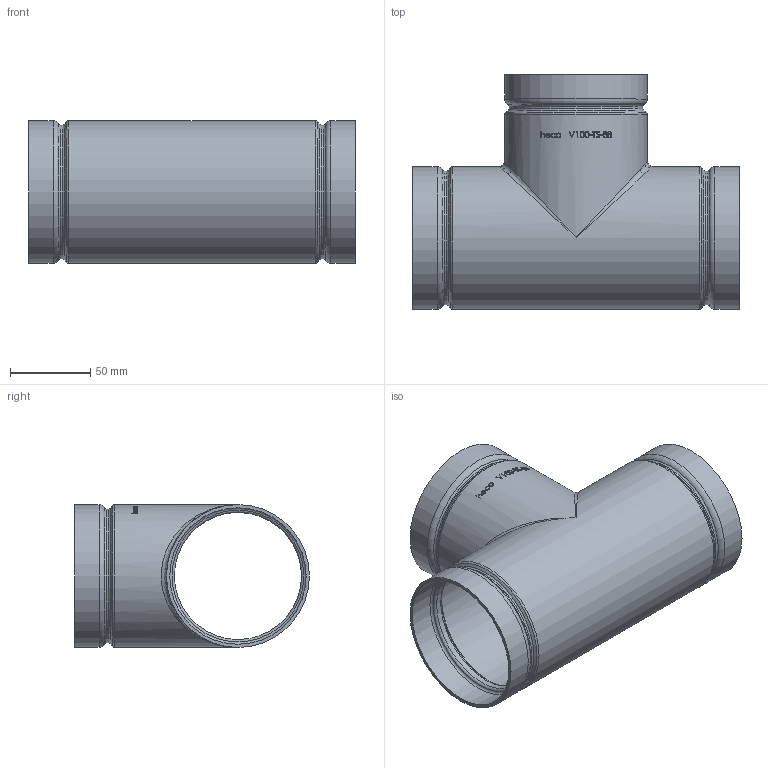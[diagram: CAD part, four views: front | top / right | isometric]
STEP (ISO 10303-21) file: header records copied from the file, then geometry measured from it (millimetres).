
FILE_DESCRIPTION (( 'STEP AP214' ), '1' );
FILE_NAME ('V100-TS-088-x Typ E492 DN80 300 Ø88,9 1812.STEP', '2018-12-14T09:07:42', ( '' ), ( '' ), 'SwSTEP 2.0', 'SolidWorks 2016', '' );
FILE_SCHEMA (( 'AUTOMOTIVE_DESIGN' ));
Length unit declared in the file: inch
Products named in the file (1): V100-TS-088-x Typ E492 DN80 300 Ø88,9 1812
Bounding box: 203.2 x 146.05 x 88.93 mm (x, y, z)
Volume: 142137.5 mm3; surface area: 140853 mm2
Topology: 1 solids, 1 shells, 221 faces, 567 edges, 363 vertices
Faces by surface type: bspline 116, cylinder 38, plane 37, torus 24, cone 6
Full cylindrical faces by diameter (mm): 79.121 x3, 83.185 x3, 84.836 x5, 88.9 x5
Entity records: 26083 total; most frequent: CARTESIAN_POINT 19927, ORIENTED_EDGE 988, EDGE_CURVE 494, DIRECTION 440, B_SPLINE_CURVE_WITH_KNOTS 348, VERTEX_POINT 344, EDGE_LOOP 294, FACE_OUTER_BOUND 261
